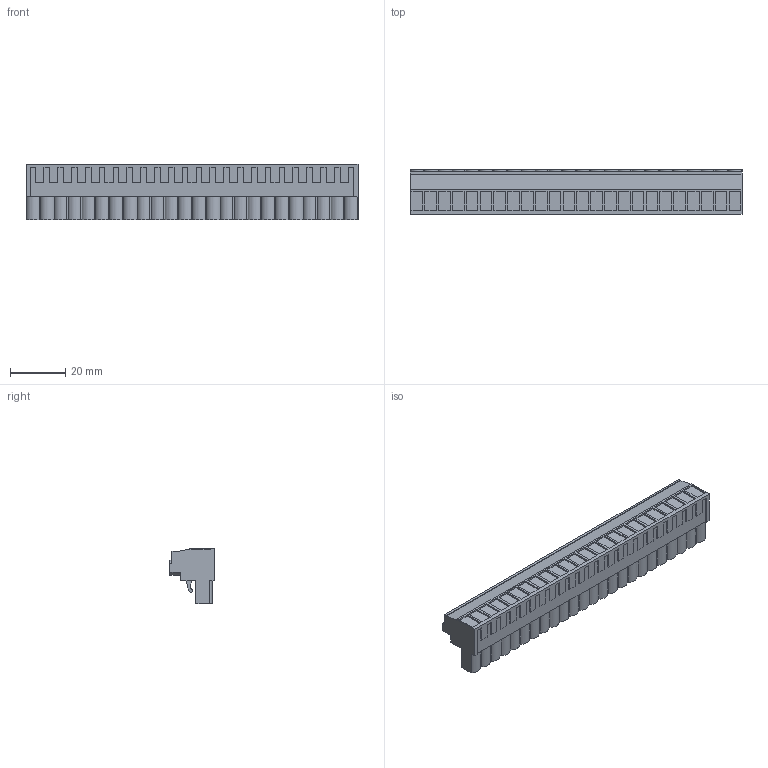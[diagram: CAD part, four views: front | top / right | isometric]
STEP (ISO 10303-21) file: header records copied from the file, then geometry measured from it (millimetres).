
FILE_DESCRIPTION(('CATIA V5 STEP Exchange','CAx-IF Rec.Pracs.--- Model Styling and Organization---1.2---2011-12-15'),'2;1');
FILE_NAME ('D1460291_0_1954260000_1954260000.stp','2017-05-25T06:35:34+00:00',('none'),('Weidmueller'),'CATIA Version 5-6 Release 2014','CATIA V5 STEP AP214','none');
FILE_SCHEMA(('AUTOMOTIVE_DESIGN { 1 0 10303 214 1 1 1 1 }'));
Length unit declared in the file: millimetre
Products named in the file (1): 1954260000
Bounding box: 120 x 16.1 x 20.1 mm (x, y, z)
Volume: 23762.1 mm3; surface area: 12577.2 mm2
Topology: 25 solids, 25 shells, 1488 faces, 4252 edges, 2910 vertices
Faces by surface type: plane 1216, cylinder 272
Entity records: 45252 total; most frequent: CARTESIAN_POINT 8591, ORIENTED_EDGE 8504, DIRECTION 5990, EDGE_CURVE 4252, VECTOR 3564, LINE 3564, VERTEX_POINT 2910, EDGE_LOOP 1584
